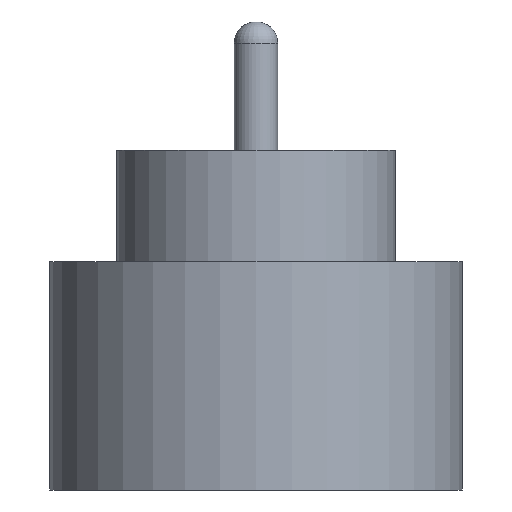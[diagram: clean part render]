
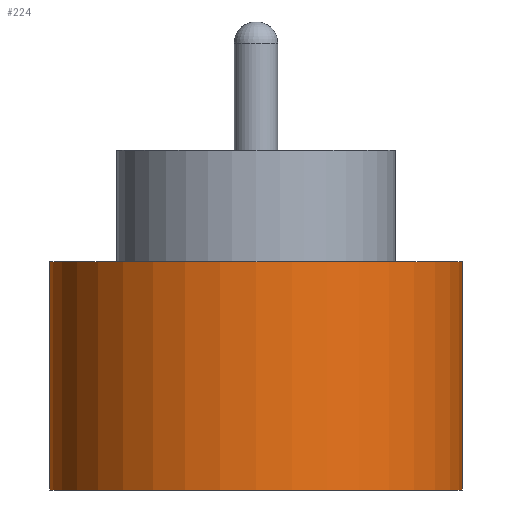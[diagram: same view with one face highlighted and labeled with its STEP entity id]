
A CAD part, front view. The second image highlights one B-rep face of the part: STEP entity #224.
In plain terms, the highlighted cylindrical face has radius 1.85 mm (diameter 3.7 mm), a partial arc.
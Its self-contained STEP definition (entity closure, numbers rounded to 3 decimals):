
#7 = VERTEX_POINT ( 'NONE', #467 ) ;
#55 = AXIS2_PLACEMENT_3D ( 'NONE', #859, #365, #509 ) ;
#94 = CIRCLE ( 'NONE', #558, 1.85 ) ;
#211 = CIRCLE ( 'NONE', #505, 1.85 ) ;
#224 = ADVANCED_FACE ( 'NONE', ( #691 ), #249, .T. ) ;
#243 = ORIENTED_EDGE ( 'NONE', *, *, #740, .F. ) ;
#249 = CYLINDRICAL_SURFACE ( 'NONE', #55, 1.85 ) ;
#251 = CARTESIAN_POINT ( 'NONE',  ( 0., 0., -0.5 ) ) ;
#266 = EDGE_CURVE ( 'NONE', #627, #7, #647, .T. ) ;
#295 = VERTEX_POINT ( 'NONE', #352 ) ;
#352 = CARTESIAN_POINT ( 'NONE',  ( 1.85, 0., -0.5 ) ) ;
#365 = DIRECTION ( 'NONE',  ( 0., 0., -1. ) ) ;
#373 = VECTOR ( 'NONE', #586, 1000. ) ;
#394 = DIRECTION ( 'NONE',  ( 0., 0., 1. ) ) ;
#407 = DIRECTION ( 'NONE',  ( 0., 0., -1. ) ) ;
#467 = CARTESIAN_POINT ( 'NONE',  ( -1.85, 0., -0.5 ) ) ;
#480 = CARTESIAN_POINT ( 'NONE',  ( -1.85, 0., 1.55 ) ) ;
#490 = DIRECTION ( 'NONE',  ( 1., 0., 0. ) ) ;
#505 = AXIS2_PLACEMENT_3D ( 'NONE', #855, #555, #490 ) ;
#509 = DIRECTION ( 'NONE',  ( -1., 0., 0. ) ) ;
#516 = EDGE_CURVE ( 'NONE', #7, #295, #94, .T. ) ;
#524 = CARTESIAN_POINT ( 'NONE',  ( 1.85, 0., 1.55 ) ) ;
#555 = DIRECTION ( 'NONE',  ( 0., 0., 1. ) ) ;
#558 = AXIS2_PLACEMENT_3D ( 'NONE', #251, #394, #754 ) ;
#586 = DIRECTION ( 'NONE',  ( 0., 0., -1. ) ) ;
#623 = EDGE_CURVE ( 'NONE', #809, #295, #860, .T. ) ;
#627 = VERTEX_POINT ( 'NONE', #480 ) ;
#644 = VECTOR ( 'NONE', #407, 1000. ) ;
#647 = LINE ( 'NONE', #788, #373 ) ;
#688 = CARTESIAN_POINT ( 'NONE',  ( 1.85, 0., 2.55 ) ) ;
#691 = FACE_OUTER_BOUND ( 'NONE', #820, .T. ) ;
#701 = ORIENTED_EDGE ( 'NONE', *, *, #623, .F. ) ;
#740 = EDGE_CURVE ( 'NONE', #627, #809, #211, .T. ) ;
#754 = DIRECTION ( 'NONE',  ( 1., 0., 0. ) ) ;
#788 = CARTESIAN_POINT ( 'NONE',  ( -1.85, 0., 2.55 ) ) ;
#809 = VERTEX_POINT ( 'NONE', #524 ) ;
#820 = EDGE_LOOP ( 'NONE', ( #701, #243, #895, #844 ) ) ;
#844 = ORIENTED_EDGE ( 'NONE', *, *, #516, .T. ) ;
#855 = CARTESIAN_POINT ( 'NONE',  ( 0., 0., 1.55 ) ) ;
#859 = CARTESIAN_POINT ( 'NONE',  ( 0., 0., 2.55 ) ) ;
#860 = LINE ( 'NONE', #688, #644 ) ;
#895 = ORIENTED_EDGE ( 'NONE', *, *, #266, .T. ) ;
